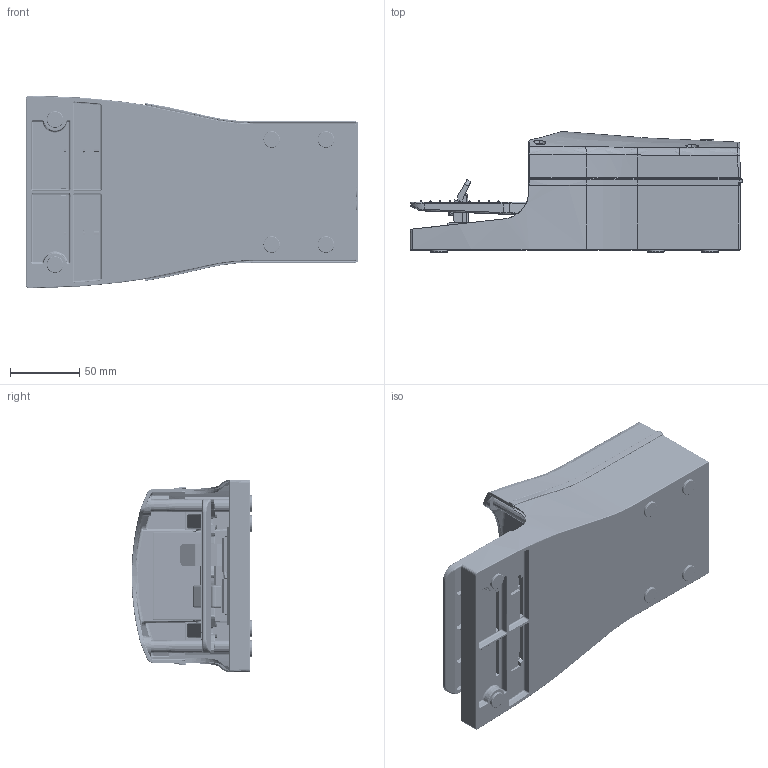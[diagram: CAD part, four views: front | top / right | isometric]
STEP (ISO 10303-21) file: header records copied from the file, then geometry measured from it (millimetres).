
FILE_DESCRIPTION(( 'PEDS 304 BS.STEP' ), '1');
FILE_NAME( 'PEDS 304 BS.STEP', '2019-03-04T12:05:51',( 'Sopra'),('sopra-pneumatic.com'), 'SwSTEP 2.0','SolidWorks 2009','' );
FILE_SCHEMA (( 'AUTOMOTIVE_DESIGN' ));
Length unit declared in the file: millimetre
Products named in the file (1): 8_310_4n
Bounding box: 240.2 x 87.47 x 139.42 mm (x, y, z)
Volume: 497843.9 mm3; surface area: 248080.5 mm2
Topology: 8 solids, 8 shells, 4402 faces, 10989 edges, 6482 vertices
Faces by surface type: cylinder 1529, plane 1084, bspline 898, cone 562, torus 192, sphere 137
Entity records: 250722 total; most frequent: CARTESIAN_POINT 106581, ORIENTED_EDGE 21622, DIRECTION 18273, EDGE_CURVE 10811, AXIS2_PLACEMENT_3D 7065, VERTEX_POINT 6482, EDGE_LOOP 4519, UNCERTAINTY_MEASURE_WITH_UNIT 4412
